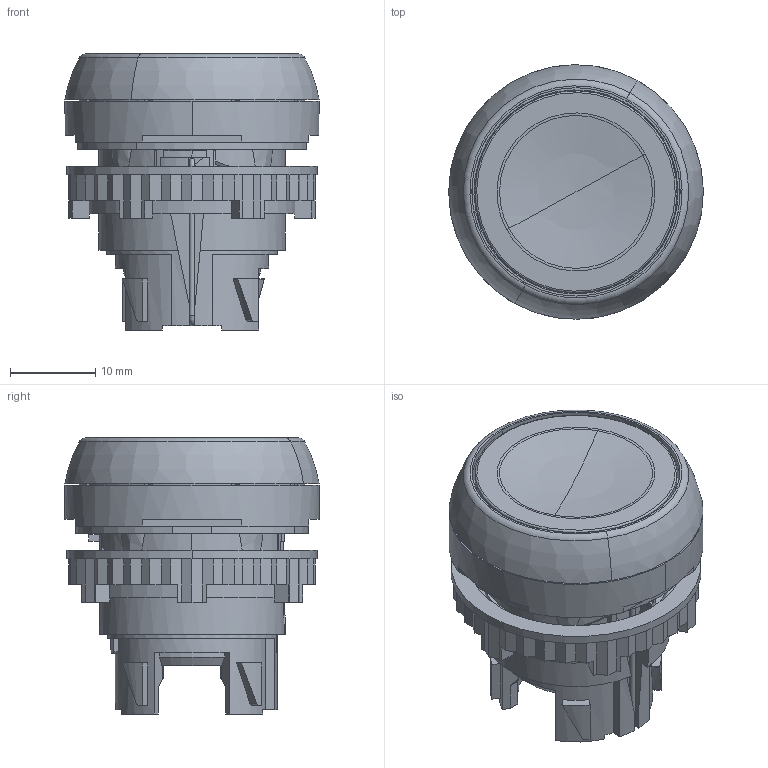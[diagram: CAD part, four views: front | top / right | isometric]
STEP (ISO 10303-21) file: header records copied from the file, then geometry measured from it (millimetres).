
FILE_DESCRIPTION(('CATIA V5 STEP Exchange'),'2;1');
FILE_NAME('L21CA.stp','2011-11-07T08:15:07+00:00',('none'),('none'),'CATIA Version 5 Release 19 SP 5 (IN-10)','CATIA V5 STEP AP214','none');
FILE_SCHEMA(('AUTOMOTIVE_DESIGN { 1 0 10303 214 1 1 1 1 }'));
Length unit declared in the file: millimetre
Products named in the file (9): L21CA; 074224001; 056017000; 032160000; 051901000essai; 056016000; 083631000; 075054000; 034366010
Assembly tree (8 placements, depth 2):
  L21CA
    074224001
    056017000
    032160000
    051901000essai
    056016000
    083631000
    075054000
    034366010
Bounding box: 29.9 x 29.9 x 32.45 mm (x, y, z)
Volume: 8860.2 mm3; surface area: 14761.9 mm2
Topology: 8 solids, 8 shells, 898 faces, 2484 edges, 1602 vertices
Faces by surface type: plane 486, cylinder 190, cone 90, torus 86, bspline 22, extrusion 12, sphere 12
Entity records: 31208 total; most frequent: CARTESIAN_POINT 7860, ORIENTED_EDGE 4948, DIRECTION 3149, EDGE_CURVE 2474, VERTEX_POINT 1602, AXIS2_PLACEMENT_3D 1336, VECTOR 1284, LINE 1272
